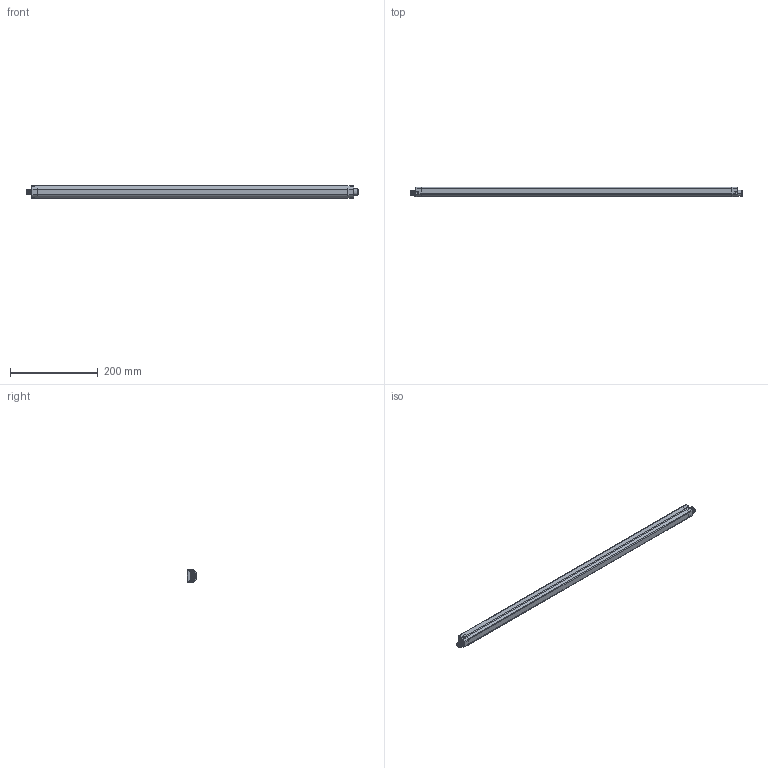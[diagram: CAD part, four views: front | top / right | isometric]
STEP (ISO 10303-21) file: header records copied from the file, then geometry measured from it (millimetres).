
FILE_DESCRIPTION((''),'2;1');
FILE_NAME('154532_SM01_ASM','2025-10-10T09:50:21',('banengservice'),('BANNER ENGINEERING'),'CREO PARAMETRIC BY PTC INC, 2022414','CREO PARAMETRIC BY PTC INC, 2022414','');
FILE_SCHEMA(('CONFIG_CONTROL_DESIGN'));
Length unit declared in the file: millimetre
Products named in the file (2): 154532_EP01; 154532_SM01_ASM
Assembly tree (1 placements, depth 2):
  154532_SM01_ASM
    154532_EP01
Bounding box: 758 x 21 x 28 mm (x, y, z)
Volume: 391545.3 mm3; surface area: 72561.2 mm2
Topology: 1 solids, 2 shells, 417 faces, 1035 edges, 639 vertices
Faces by surface type: cylinder 150, plane 126, cone 73, torus 35, bspline 25, sphere 8
Entity records: 28854 total; most frequent: CARTESIAN_POINT 18932, DIRECTION 2097, ORIENTED_EDGE 2054, EDGE_CURVE 1027, AXIS2_PLACEMENT_3D 800, VERTEX_POINT 639, VECTOR 497, LINE 497
